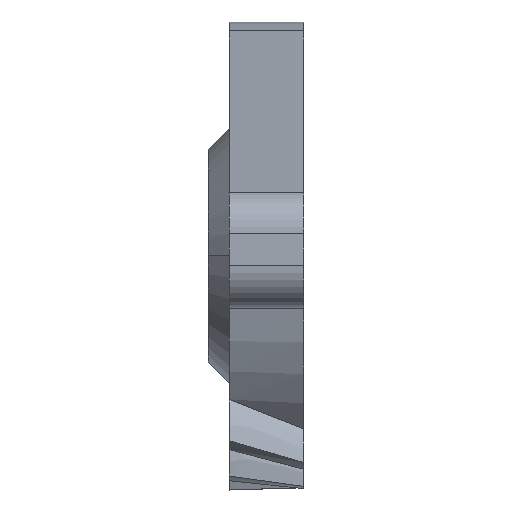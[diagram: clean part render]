
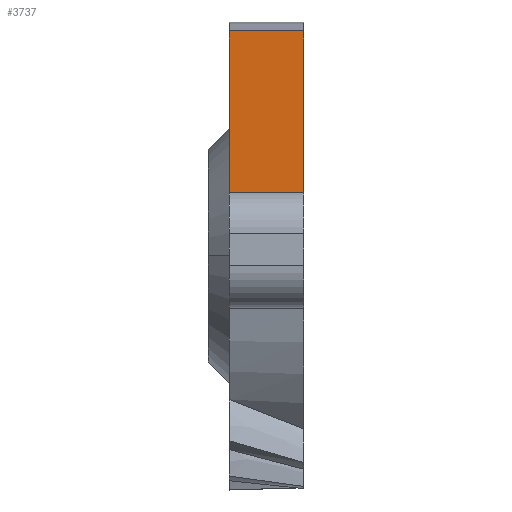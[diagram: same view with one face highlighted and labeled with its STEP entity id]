
A CAD part, top view. The second image highlights one B-rep face of the part: STEP entity #3737.
In plain terms, the highlighted planar face has unit normal (0, 0.961, 0.277).
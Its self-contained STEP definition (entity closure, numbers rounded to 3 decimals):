
#129 = CARTESIAN_POINT ( 'NONE',  ( 7., 5., 62. ) ) ;
#170 = AXIS2_PLACEMENT_3D ( 'NONE', #129, #494, #3484 ) ;
#388 = CARTESIAN_POINT ( 'NONE',  ( 7., 5.834, 59.109 ) ) ;
#459 = EDGE_CURVE ( 'NONE', #1418, #5226, #1897, .T. ) ;
#494 = DIRECTION ( 'NONE',  ( 0., 0.961, 0.277 ) ) ;
#633 = CARTESIAN_POINT ( 'NONE',  ( 7., 21.137, 6.102 ) ) ;
#732 = LINE ( 'NONE', #809, #4319 ) ;
#809 = CARTESIAN_POINT ( 'NONE',  ( 7., 21.137, 6.102 ) ) ;
#826 = EDGE_CURVE ( 'NONE', #1418, #2590, #3658, .T. ) ;
#949 = VECTOR ( 'NONE', #4927, 1000. ) ;
#1192 = VERTEX_POINT ( 'NONE', #633 ) ;
#1224 = DIRECTION ( 'NONE',  ( -1., 0., 0. ) ) ;
#1418 = VERTEX_POINT ( 'NONE', #4354 ) ;
#1609 = CARTESIAN_POINT ( 'NONE',  ( 0., 21.137, 6.102 ) ) ;
#1679 = EDGE_CURVE ( 'NONE', #5226, #1192, #4259, .T. ) ;
#1754 = VECTOR ( 'NONE', #2106, 1000. ) ;
#1878 = CARTESIAN_POINT ( 'NONE',  ( 7., 5.834, 59.109 ) ) ;
#1897 = LINE ( 'NONE', #1878, #2807 ) ;
#1923 = DIRECTION ( 'NONE',  ( 1., 0., 0. ) ) ;
#1999 = ORIENTED_EDGE ( 'NONE', *, *, #459, .T. ) ;
#2106 = DIRECTION ( 'NONE',  ( 0., 0.277, -0.961 ) ) ;
#2590 = VERTEX_POINT ( 'NONE', #1609 ) ;
#2723 = ORIENTED_EDGE ( 'NONE', *, *, #1679, .T. ) ;
#2807 = VECTOR ( 'NONE', #1923, 1000. ) ;
#2874 = EDGE_LOOP ( 'NONE', ( #3520, #1999, #2723, #5237 ) ) ;
#2968 = CARTESIAN_POINT ( 'NONE',  ( 7., 5., 62. ) ) ;
#3044 = PLANE ( 'NONE',  #170 ) ;
#3250 = CARTESIAN_POINT ( 'NONE',  ( 0., 5., 62. ) ) ;
#3399 = EDGE_CURVE ( 'NONE', #1192, #2590, #732, .T. ) ;
#3484 = DIRECTION ( 'NONE',  ( 0., -0.277, 0.961 ) ) ;
#3520 = ORIENTED_EDGE ( 'NONE', *, *, #826, .F. ) ;
#3658 = LINE ( 'NONE', #3250, #949 ) ;
#3737 = ADVANCED_FACE ( 'NONE', ( #5188 ), #3044, .T. ) ;
#4259 = LINE ( 'NONE', #2968, #1754 ) ;
#4319 = VECTOR ( 'NONE', #1224, 1000. ) ;
#4354 = CARTESIAN_POINT ( 'NONE',  ( 0., 5.834, 59.109 ) ) ;
#4927 = DIRECTION ( 'NONE',  ( 0., 0.277, -0.961 ) ) ;
#5188 = FACE_OUTER_BOUND ( 'NONE', #2874, .T. ) ;
#5226 = VERTEX_POINT ( 'NONE', #388 ) ;
#5237 = ORIENTED_EDGE ( 'NONE', *, *, #3399, .T. ) ;
